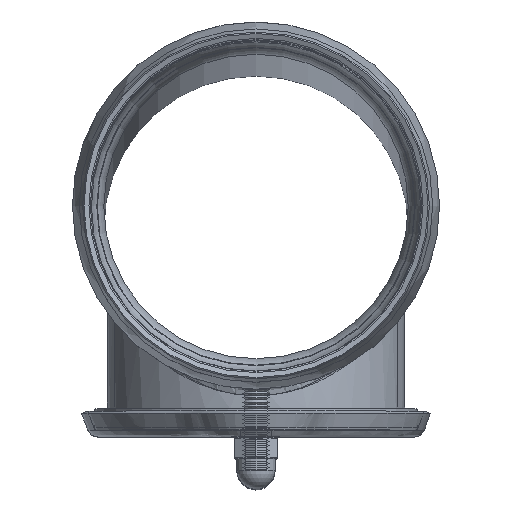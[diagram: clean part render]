
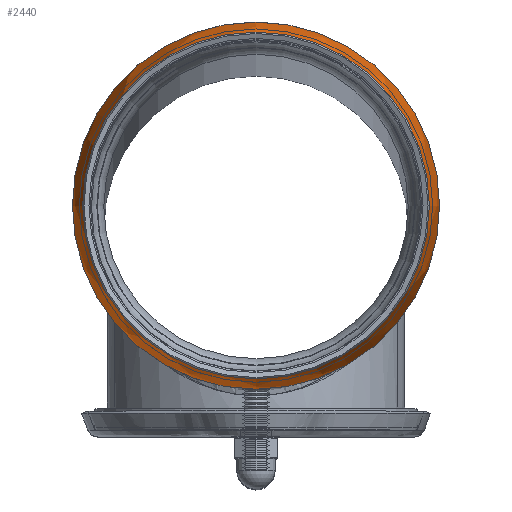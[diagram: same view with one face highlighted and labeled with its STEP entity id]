
A CAD part, top view. The second image highlights one B-rep face of the part: STEP entity #2440.
In plain terms, the highlighted free-form (B-spline) face has degree [2, 2] with [3, 9] control points.
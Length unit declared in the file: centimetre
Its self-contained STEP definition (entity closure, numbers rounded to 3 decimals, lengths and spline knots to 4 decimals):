
#59=(
BOUNDED_SURFACE()
B_SPLINE_SURFACE(2,2,((#5549,#5550,#5551,#5552,#5553,#5554,#5555,#5556,
#5557),(#5558,#5559,#5560,#5561,#5562,#5563,#5564,#5565,#5566),(#5567,#5568,
#5569,#5570,#5571,#5572,#5573,#5574,#5575)),.UNSPECIFIED.,.F.,.T.,.F.)
B_SPLINE_SURFACE_WITH_KNOTS((3,3),(3,2,2,2,3),(0.,0.4363),
(-3.1416,-1.5708,0.,1.5708,3.1416),
 .UNSPECIFIED.)
GEOMETRIC_REPRESENTATION_ITEM()
RATIONAL_B_SPLINE_SURFACE(((1.,0.707,1.,0.707,1.,
0.707,1.,0.707,1.),(0.976,0.69,
0.976,0.69,0.976,0.69,
0.976,0.69,0.976),(1.,0.707,
1.,0.707,1.,0.707,1.,0.707,1.)))
REPRESENTATION_ITEM('')
SURFACE()
);
#248=FACE_OUTER_BOUND('',#438,.T.);
#438=EDGE_LOOP('',(#1649,#1650,#1651,#1652,#1653,#1654));
#718=CIRCLE('',#2979,42.1);
#719=CIRCLE('',#2980,42.1);
#720=CIRCLE('',#2981,39.7577);
#721=CIRCLE('',#2982,39.7577);
#722=CIRCLE('',#2983,25.);
#921=VERTEX_POINT('',#5544);
#922=VERTEX_POINT('',#5545);
#923=VERTEX_POINT('',#5576);
#924=VERTEX_POINT('',#5577);
#1189=EDGE_CURVE('',#921,#922,#718,.T.);
#1191=EDGE_CURVE('',#922,#921,#719,.T.);
#1192=EDGE_CURVE('',#923,#924,#720,.T.);
#1193=EDGE_CURVE('',#924,#923,#721,.T.);
#1194=EDGE_CURVE('',#924,#922,#722,.T.);
#1649=ORIENTED_EDGE('',*,*,#1192,.F.);
#1650=ORIENTED_EDGE('',*,*,#1193,.F.);
#1651=ORIENTED_EDGE('',*,*,#1194,.T.);
#1652=ORIENTED_EDGE('',*,*,#1191,.T.);
#1653=ORIENTED_EDGE('',*,*,#1189,.T.);
#1654=ORIENTED_EDGE('',*,*,#1194,.F.);
#2440=ADVANCED_FACE('',(#248),#59,.F.);
#2979=AXIS2_PLACEMENT_3D('',#5546,#3420,#3421);
#2980=AXIS2_PLACEMENT_3D('',#5548,#3423,#3424);
#2981=AXIS2_PLACEMENT_3D('',#5578,#3425,#3426);
#2982=AXIS2_PLACEMENT_3D('',#5579,#3427,#3428);
#2983=AXIS2_PLACEMENT_3D('',#5580,#3429,#3430);
#3420=DIRECTION('center_axis',(0.,0.,1.));
#3421=DIRECTION('ref_axis',(1.,0.,0.));
#3423=DIRECTION('center_axis',(0.,0.,1.));
#3424=DIRECTION('ref_axis',(1.,0.,0.));
#3425=DIRECTION('center_axis',(0.,0.,1.));
#3426=DIRECTION('ref_axis',(1.,0.,0.));
#3427=DIRECTION('center_axis',(0.,0.,1.));
#3428=DIRECTION('ref_axis',(1.,0.,0.));
#3429=DIRECTION('center_axis',(-1.,0.,0.));
#3430=DIRECTION('ref_axis',(0.,1.,0.));
#5544=CARTESIAN_POINT('',(-42.1,0.,2988.7749));
#5545=CARTESIAN_POINT('',(0.,42.1,2988.7749));
#5546=CARTESIAN_POINT('Origin',(0.,0.,
2988.7749));
#5548=CARTESIAN_POINT('Origin',(0.,0.,
2988.7749));
#5549=CARTESIAN_POINT('Ctrl Pts',(0.,42.1,
2988.7749));
#5550=CARTESIAN_POINT('Ctrl Pts',(-42.1,42.1,2988.7749));
#5551=CARTESIAN_POINT('Ctrl Pts',(-42.1,0.,
2988.7749));
#5552=CARTESIAN_POINT('Ctrl Pts',(-42.1,-42.1,2988.7749));
#5553=CARTESIAN_POINT('Ctrl Pts',(0.,-42.1,
2988.7749));
#5554=CARTESIAN_POINT('Ctrl Pts',(42.1,-42.1,2988.7749));
#5555=CARTESIAN_POINT('Ctrl Pts',(42.1,0.,
2988.7749));
#5556=CARTESIAN_POINT('Ctrl Pts',(42.1,42.1,2988.7749));
#5557=CARTESIAN_POINT('Ctrl Pts',(0.,42.1,
2988.7749));
#5558=CARTESIAN_POINT('Ctrl Pts',(0.,42.1,2994.3173));
#5559=CARTESIAN_POINT('Ctrl Pts',(-42.1,42.1,2994.3173));
#5560=CARTESIAN_POINT('Ctrl Pts',(-42.1,0.,
2994.3173));
#5561=CARTESIAN_POINT('Ctrl Pts',(-42.1,-42.1,2994.3173));
#5562=CARTESIAN_POINT('Ctrl Pts',(0.,-42.1,
2994.3173));
#5563=CARTESIAN_POINT('Ctrl Pts',(42.1,-42.1,2994.3173));
#5564=CARTESIAN_POINT('Ctrl Pts',(42.1,0.,
2994.3173));
#5565=CARTESIAN_POINT('Ctrl Pts',(42.1,42.1,2994.3173));
#5566=CARTESIAN_POINT('Ctrl Pts',(0.,42.1,2994.3173));
#5567=CARTESIAN_POINT('Ctrl Pts',(0.,39.7577,
2999.3403));
#5568=CARTESIAN_POINT('Ctrl Pts',(-39.7577,39.7577,2999.3403));
#5569=CARTESIAN_POINT('Ctrl Pts',(-39.7577,0.,
2999.3403));
#5570=CARTESIAN_POINT('Ctrl Pts',(-39.7577,-39.7577,2999.3403));
#5571=CARTESIAN_POINT('Ctrl Pts',(0.,-39.7577,
2999.3403));
#5572=CARTESIAN_POINT('Ctrl Pts',(39.7577,-39.7577,2999.3403));
#5573=CARTESIAN_POINT('Ctrl Pts',(39.7577,0.,
2999.3403));
#5574=CARTESIAN_POINT('Ctrl Pts',(39.7577,39.7577,2999.3403));
#5575=CARTESIAN_POINT('Ctrl Pts',(0.,39.7577,
2999.3403));
#5576=CARTESIAN_POINT('',(-39.7577,0.,2999.3403));
#5577=CARTESIAN_POINT('',(0.,39.7577,2999.3403));
#5578=CARTESIAN_POINT('Origin',(0.,0.,
2999.3403));
#5579=CARTESIAN_POINT('Origin',(0.,0.,
2999.3403));
#5580=CARTESIAN_POINT('Origin',(0.,17.1,2988.7749));
